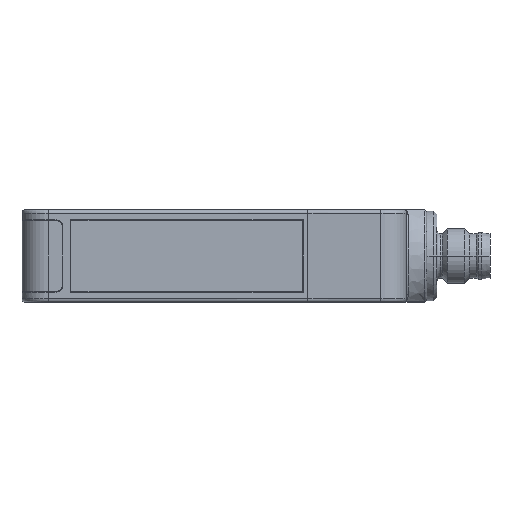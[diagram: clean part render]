
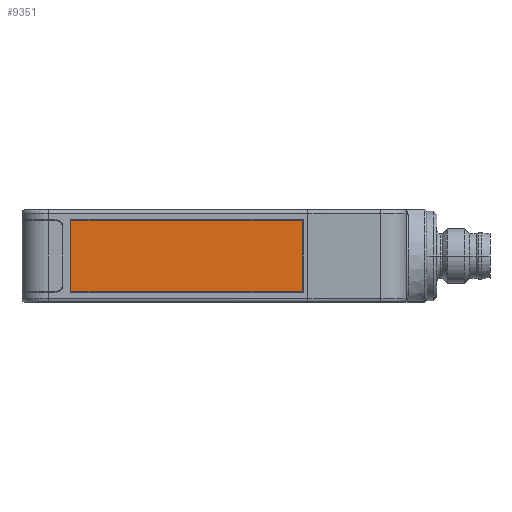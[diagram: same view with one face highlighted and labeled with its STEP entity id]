
A CAD part, left-side view. The second image highlights one B-rep face of the part: STEP entity #9351.
In plain terms, the highlighted planar face has unit normal (-1, -0.026, 0).
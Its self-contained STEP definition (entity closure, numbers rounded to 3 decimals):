
#2667=DIRECTION('',(0.,0.,1.));
#2668=VECTOR('',#2667,10.5);
#2669=CARTESIAN_POINT('',(-0.912,9.603,-5.25));
#2670=LINE('',#2669,#2668);
#2674=DIRECTION('',(0.026,-1.,0.));
#2675=VECTOR('',#2674,34.054);
#2676=CARTESIAN_POINT('',(-0.912,9.603,5.25));
#2677=LINE('',#2676,#2675);
#2681=DIRECTION('',(0.,0.,-1.));
#2682=VECTOR('',#2681,10.5);
#2683=CARTESIAN_POINT('',(-0.021,-24.439,5.25));
#2684=LINE('',#2683,#2682);
#2688=DIRECTION('',(-0.026,1.,0.));
#2689=VECTOR('',#2688,34.054);
#2690=CARTESIAN_POINT('',(-0.021,-24.439,-5.25));
#2691=LINE('',#2690,#2689);
#6558=CARTESIAN_POINT('',(-0.021,-24.439,5.25));
#6559=CARTESIAN_POINT('',(-0.021,-24.439,-5.25));
#6560=VERTEX_POINT('',#6558);
#6561=VERTEX_POINT('',#6559);
#7004=CARTESIAN_POINT('',(-0.912,9.603,-5.25));
#7005=CARTESIAN_POINT('',(-0.912,9.603,5.25));
#7006=VERTEX_POINT('',#7004);
#7007=VERTEX_POINT('',#7005);
#9336=CARTESIAN_POINT('',(-1.,12.952,-6.8));
#9337=DIRECTION('',(-1.,-0.026,0.));
#9338=DIRECTION('',(0.026,-1.,0.));
#9339=AXIS2_PLACEMENT_3D('',#9336,#9337,#9338);
#9340=PLANE('',#9339);
#9342=ORIENTED_EDGE('',*,*,#9341,.T.);
#9344=ORIENTED_EDGE('',*,*,#9343,.T.);
#9346=ORIENTED_EDGE('',*,*,#9345,.T.);
#9348=ORIENTED_EDGE('',*,*,#9347,.T.);
#9349=EDGE_LOOP('',(#9342,#9344,#9346,#9348));
#9350=FACE_OUTER_BOUND('',#9349,.F.);
#9351=ADVANCED_FACE('',(#9350),#9340,.T.);
#9341=EDGE_CURVE('',#7006,#7007,#2670,.T.);
#9343=EDGE_CURVE('',#7007,#6560,#2677,.T.);
#9345=EDGE_CURVE('',#6560,#6561,#2684,.T.);
#9347=EDGE_CURVE('',#6561,#7006,#2691,.T.);
